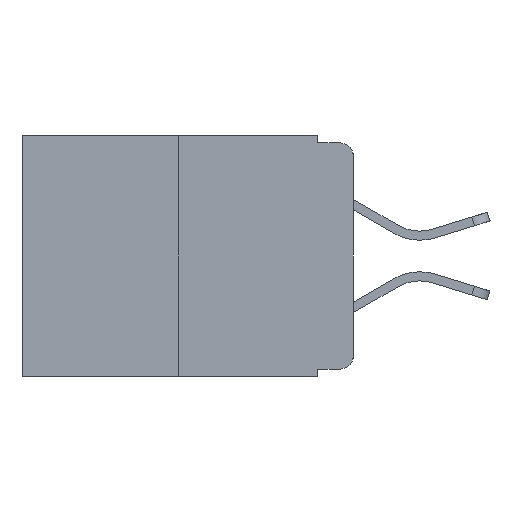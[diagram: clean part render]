
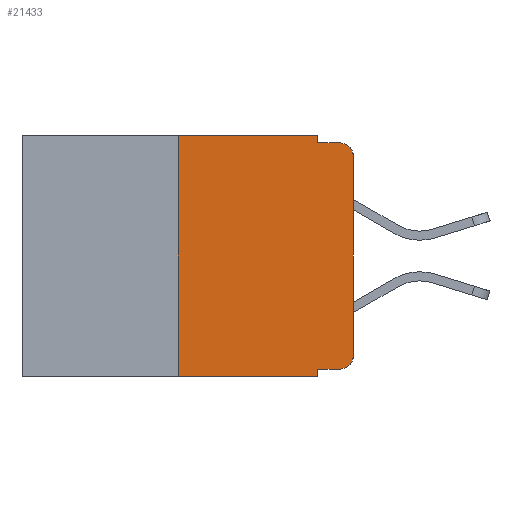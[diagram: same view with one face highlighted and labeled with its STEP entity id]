
A CAD part, left-side view. The second image highlights one B-rep face of the part: STEP entity #21433.
In plain terms, the highlighted planar face has unit normal (-1, 0, 0).
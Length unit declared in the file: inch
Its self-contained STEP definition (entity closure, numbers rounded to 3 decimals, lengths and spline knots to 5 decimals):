
#107 = DIRECTION ( 'NONE',  ( 0., 0., -1. ) ) ;
#572 = CARTESIAN_POINT ( 'NONE',  ( 0., 0.02, -0.03 ) ) ;
#589 = FACE_OUTER_BOUND ( 'NONE', #2575, .T. ) ;
#1244 = ORIENTED_EDGE ( 'NONE', *, *, #16574, .F. ) ;
#1842 = EDGE_CURVE ( 'NONE', #22126, #23705, #19245, .T. ) ;
#2555 = CARTESIAN_POINT ( 'NONE',  ( 0., 0.051, -0.343 ) ) ;
#2575 = EDGE_LOOP ( 'NONE', ( #14199, #6402, #22394, #1244, #21861, #5688, #4732, #12335, #25045, #9160 ) ) ;
#2709 = PLANE ( 'NONE',  #13108 ) ;
#2951 = EDGE_CURVE ( 'NONE', #21126, #3259, #5931, .T. ) ;
#2966 = VERTEX_POINT ( 'NONE', #18248 ) ;
#3259 = VERTEX_POINT ( 'NONE', #21859 ) ;
#4160 = VERTEX_POINT ( 'NONE', #13375 ) ;
#4198 = LINE ( 'NONE', #6281, #14792 ) ;
#4514 = DIRECTION ( 'NONE',  ( 0., 0., -1. ) ) ;
#4652 = DIRECTION ( 'NONE',  ( 0., 0., -1. ) ) ;
#4732 = ORIENTED_EDGE ( 'NONE', *, *, #5090, .T. ) ;
#4941 = VECTOR ( 'NONE', #25524, 39.37008 ) ;
#5053 = VECTOR ( 'NONE', #15142, 39.37008 ) ;
#5090 = EDGE_CURVE ( 'NONE', #23078, #14473, #13581, .T. ) ;
#5581 = EDGE_CURVE ( 'NONE', #19202, #21126, #9442, .T. ) ;
#5665 = AXIS2_PLACEMENT_3D ( 'NONE', #572, #22929, #4514 ) ;
#5688 = ORIENTED_EDGE ( 'NONE', *, *, #18446, .F. ) ;
#5931 = CIRCLE ( 'NONE', #10090, 0.02 ) ;
#6011 = CARTESIAN_POINT ( 'NONE',  ( 0., 0.02, -0.313 ) ) ;
#6158 = DIRECTION ( 'NONE',  ( 0., 0., -1. ) ) ;
#6281 = CARTESIAN_POINT ( 'NONE',  ( 0., 0.051, 0. ) ) ;
#6402 = ORIENTED_EDGE ( 'NONE', *, *, #11573, .T. ) ;
#6864 = DIRECTION ( 'NONE',  ( 0., 0., -1. ) ) ;
#7403 = CARTESIAN_POINT ( 'NONE',  ( 0., 0.473, -0.343 ) ) ;
#8799 = LINE ( 'NONE', #25024, #19200 ) ;
#8817 = CARTESIAN_POINT ( 'NONE',  ( 0., 0.473, 0. ) ) ;
#9160 = ORIENTED_EDGE ( 'NONE', *, *, #2951, .T. ) ;
#9442 = LINE ( 'NONE', #17482, #4941 ) ;
#9930 = VECTOR ( 'NONE', #15417, 39.37008 ) ;
#10090 = AXIS2_PLACEMENT_3D ( 'NONE', #6011, #10455, #107 ) ;
#10092 = VECTOR ( 'NONE', #16792, 39.37008 ) ;
#10455 = DIRECTION ( 'NONE',  ( -1., 0., 0. ) ) ;
#11280 = CARTESIAN_POINT ( 'NONE',  ( 0., 0.25, 0. ) ) ;
#11573 = EDGE_CURVE ( 'NONE', #21396, #23705, #17836, .T. ) ;
#12287 = CARTESIAN_POINT ( 'NONE',  ( 0., 0.051, -0.01 ) ) ;
#12335 = ORIENTED_EDGE ( 'NONE', *, *, #19811, .F. ) ;
#12651 = VECTOR ( 'NONE', #25400, 39.37008 ) ;
#13108 = AXIS2_PLACEMENT_3D ( 'NONE', #8817, #18580, #4652 ) ;
#13215 = EDGE_CURVE ( 'NONE', #3259, #21396, #8799, .T. ) ;
#13375 = CARTESIAN_POINT ( 'NONE',  ( 0., 0.051, 0. ) ) ;
#13581 = LINE ( 'NONE', #7403, #9930 ) ;
#14199 = ORIENTED_EDGE ( 'NONE', *, *, #13215, .T. ) ;
#14473 = VERTEX_POINT ( 'NONE', #2555 ) ;
#14792 = VECTOR ( 'NONE', #6158, 39.37008 ) ;
#15142 = DIRECTION ( 'NONE',  ( 0., -1., 0. ) ) ;
#15417 = DIRECTION ( 'NONE',  ( 0., -1., 0. ) ) ;
#15492 = CARTESIAN_POINT ( 'NONE',  ( 0., 0.25, -0.343 ) ) ;
#15616 = LINE ( 'NONE', #11280, #12651 ) ;
#16574 = EDGE_CURVE ( 'NONE', #4160, #22126, #16716, .T. ) ;
#16716 = LINE ( 'NONE', #23185, #17619 ) ;
#16792 = DIRECTION ( 'NONE',  ( 0., -1., 0. ) ) ;
#16834 = DIRECTION ( 'NONE',  ( 0., 0., 1. ) ) ;
#17482 = CARTESIAN_POINT ( 'NONE',  ( 0., 0.051, -0.333 ) ) ;
#17619 = VECTOR ( 'NONE', #6864, 39.37008 ) ;
#17836 = CIRCLE ( 'NONE', #5665, 0.02 ) ;
#18248 = CARTESIAN_POINT ( 'NONE',  ( 0., 0.25, 0. ) ) ;
#18446 = EDGE_CURVE ( 'NONE', #23078, #2966, #15616, .T. ) ;
#18580 = DIRECTION ( 'NONE',  ( 1., 0., 0. ) ) ;
#18648 = LINE ( 'NONE', #19165, #10092 ) ;
#18731 = EDGE_CURVE ( 'NONE', #2966, #4160, #18648, .T. ) ;
#19001 = CARTESIAN_POINT ( 'NONE',  ( 0., 0.051, -0.333 ) ) ;
#19165 = CARTESIAN_POINT ( 'NONE',  ( 0., 0.473, 0. ) ) ;
#19200 = VECTOR ( 'NONE', #16834, 39.37008 ) ;
#19202 = VERTEX_POINT ( 'NONE', #19001 ) ;
#19245 = LINE ( 'NONE', #25057, #5053 ) ;
#19811 = EDGE_CURVE ( 'NONE', #19202, #14473, #4198, .T. ) ;
#20683 = CARTESIAN_POINT ( 'NONE',  ( 0., 0., -0.03 ) ) ;
#21126 = VERTEX_POINT ( 'NONE', #21628 ) ;
#21396 = VERTEX_POINT ( 'NONE', #20683 ) ;
#21433 = ADVANCED_FACE ( 'NONE', ( #589 ), #2709, .F. ) ;
#21628 = CARTESIAN_POINT ( 'NONE',  ( 0., 0.02, -0.333 ) ) ;
#21859 = CARTESIAN_POINT ( 'NONE',  ( 0., 0., -0.313 ) ) ;
#21861 = ORIENTED_EDGE ( 'NONE', *, *, #18731, .F. ) ;
#22126 = VERTEX_POINT ( 'NONE', #12287 ) ;
#22394 = ORIENTED_EDGE ( 'NONE', *, *, #1842, .F. ) ;
#22929 = DIRECTION ( 'NONE',  ( -1., 0., 0. ) ) ;
#23078 = VERTEX_POINT ( 'NONE', #15492 ) ;
#23185 = CARTESIAN_POINT ( 'NONE',  ( 0., 0.051, 0. ) ) ;
#23705 = VERTEX_POINT ( 'NONE', #24379 ) ;
#24379 = CARTESIAN_POINT ( 'NONE',  ( 0., 0.02, -0.01 ) ) ;
#25024 = CARTESIAN_POINT ( 'NONE',  ( 0., 0., 0. ) ) ;
#25045 = ORIENTED_EDGE ( 'NONE', *, *, #5581, .T. ) ;
#25057 = CARTESIAN_POINT ( 'NONE',  ( 0., 0.051, -0.01 ) ) ;
#25400 = DIRECTION ( 'NONE',  ( 0., 0., 1. ) ) ;
#25524 = DIRECTION ( 'NONE',  ( 0., -1., 0. ) ) ;
